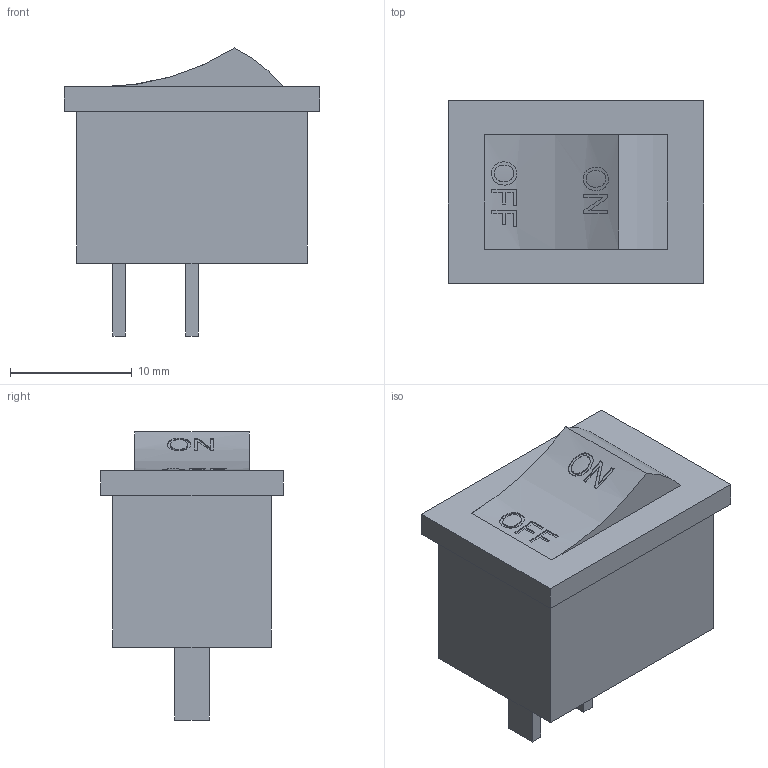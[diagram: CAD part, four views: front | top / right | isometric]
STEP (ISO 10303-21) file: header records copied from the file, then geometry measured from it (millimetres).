
FILE_DESCRIPTION(/* description */ (''),/* implementation_level */ '2;1');
FILE_NAME(/* name */ 'DS-850K-S-ON v2.step',/* time_stamp */ '2024-06-22T14:32:27+09:00',/* author */ (''),/* organization */ (''),/* preprocessor_version */ 'ST-DEVELOPER v20',/* originating_system */ 'Autodesk Translation Framework v13.14.0.145',/* authorisation */ '');
FILE_SCHEMA (('AUTOMOTIVE_DESIGN { 1 0 10303 214 3 1 1 }'));
Length unit declared in the file: millimetre
Products named in the file (1): DS-850K-S-ON
Bounding box: 21 x 15 x 23.7 mm (x, y, z)
Volume: 3926.6 mm3; surface area: 1724.5 mm2
Topology: 1 solids, 1 shells, 102 faces, 267 edges, 178 vertices
Faces by surface type: plane 53, bspline 40, cylinder 9
Entity records: 3719 total; most frequent: CARTESIAN_POINT 1388, ORIENTED_EDGE 534, DIRECTION 349, EDGE_CURVE 267, VERTEX_POINT 178, LINE 151, VECTOR 151, EDGE_LOOP 113
